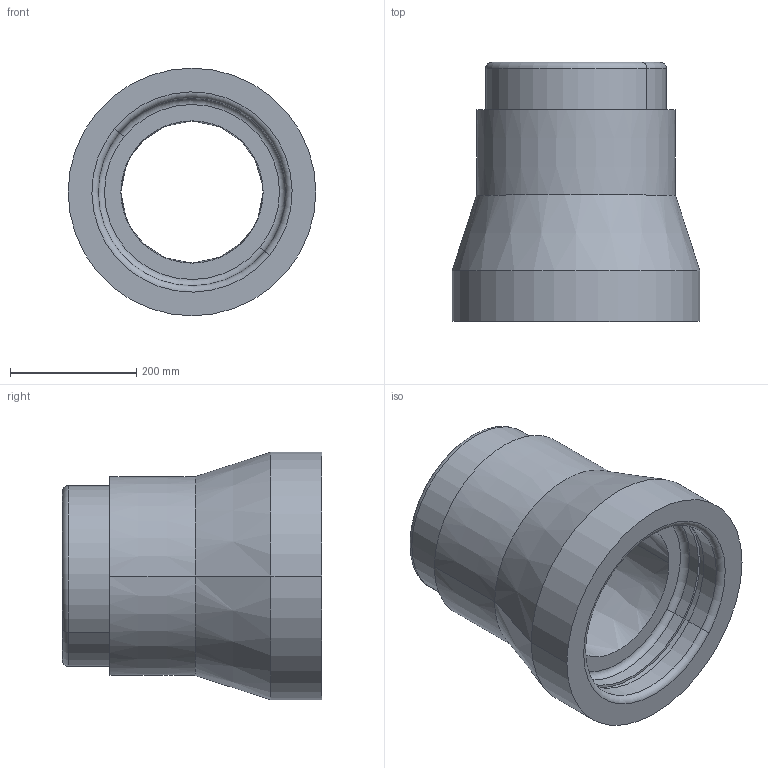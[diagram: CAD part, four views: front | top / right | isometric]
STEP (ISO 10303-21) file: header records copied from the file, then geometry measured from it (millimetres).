
FILE_DESCRIPTION (( 'STEP AP203' ), '1' );
FILE_NAME ('Rudus 1202030 EK-soviteputki 225x330.step', '2020-02-28T07:16:53', ( '' ), ( '' ), 'SwSTEP 2.0', 'SolidWorks 2019', '' );
FILE_SCHEMA (( 'CONFIG_CONTROL_DESIGN' ));
Length unit declared in the file: millimetre
Products named in the file (2): Rudus 1202030 EK-soviteputki 225x330; EK-osa-putkirunko
Assembly tree (1 placements, depth 2):
  Rudus 1202030 EK-soviteputki 225x330
    EK-osa-putkirunko
Bounding box: 392 x 410 x 392 mm (x, y, z)
Volume: 18051747.8 mm3; surface area: 860339.4 mm2
Topology: 1 solids, 1 shells, 67 faces, 250 edges, 191 vertices
Faces by surface type: bspline 38, cylinder 12, plane 7, torus 6, cone 4
Entity records: 11372 total; most frequent: CARTESIAN_POINT 9268, ORIENTED_EDGE 500, DIRECTION 288, EDGE_CURVE 250, VERTEX_POINT 191, AXIS2_PLACEMENT_3D 135, B_SPLINE_CURVE_WITH_KNOTS 130, CIRCLE 102
